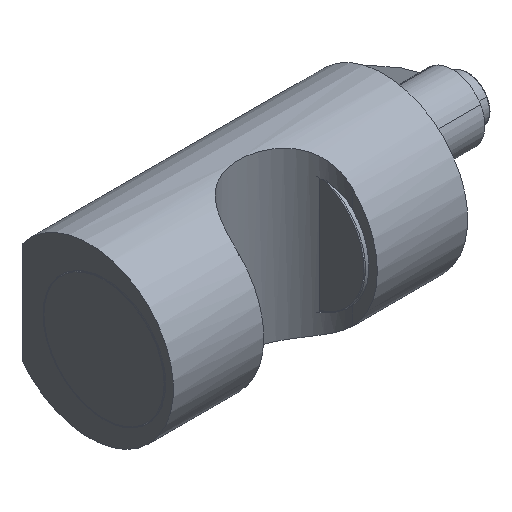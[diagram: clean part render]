
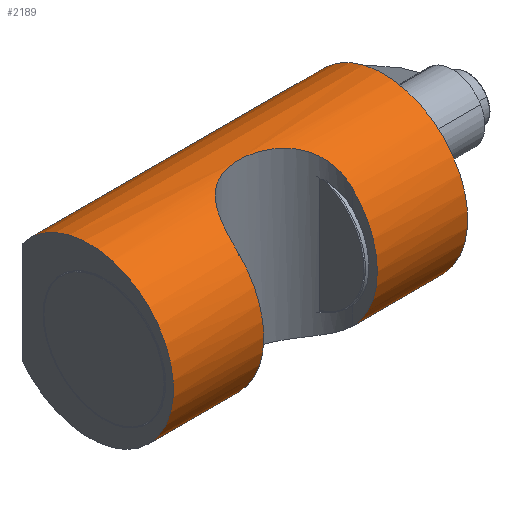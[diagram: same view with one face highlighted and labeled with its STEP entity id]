
A CAD part, isometric view. The second image highlights one B-rep face of the part: STEP entity #2189.
In plain terms, the highlighted cylindrical face has radius 20 mm (diameter 40 mm), a partial arc.
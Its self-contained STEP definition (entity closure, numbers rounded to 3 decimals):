
#1=CARTESIAN_POINT('',(-35.,5.5,0.));
#2=DIRECTION('',(1.,0.,0.));
#3=DIRECTION('',(0.,0.8,0.6));
#4=AXIS2_PLACEMENT_3D('',#1,#2,#3);
#20=DIRECTION('',(1.,0.,0.));
#21=VECTOR('',#20,18.);
#22=CARTESIAN_POINT('',(-9.,21.5,12.));
#23=LINE('',#22,#21);
#24=DIRECTION('',(1.,0.,0.));
#25=VECTOR('',#24,26.);
#26=CARTESIAN_POINT('',(9.,21.5,12.));
#27=LINE('',#26,#25);
#28=DIRECTION('',(1.,0.,0.));
#29=VECTOR('',#28,26.);
#30=CARTESIAN_POINT('',(-35.,21.5,12.));
#31=LINE('',#30,#29);
#32=CARTESIAN_POINT('',(-13.5,5.5,0.));
#33=DIRECTION('',(1.,0.,0.));
#34=DIRECTION('',(0.,-0.7,0.714));
#35=AXIS2_PLACEMENT_3D('',#32,#33,#34);
#37=CARTESIAN_POINT('',(13.5,-8.5,-14.283));
#38=CARTESIAN_POINT('',(13.5,-8.052,-14.722));
#39=CARTESIAN_POINT('',(13.455,-7.145,-15.529));
#40=CARTESIAN_POINT('',(13.249,-5.791,-16.535));
#41=CARTESIAN_POINT('',(12.905,-4.456,-17.368));
#42=CARTESIAN_POINT('',(12.421,-3.149,-18.052));
#43=CARTESIAN_POINT('',(11.794,-1.879,-18.605));
#44=CARTESIAN_POINT('',(11.018,-0.653,-19.044));
#45=CARTESIAN_POINT('',(10.088,0.513,-19.38));
#46=CARTESIAN_POINT('',(9.002,1.601,-19.626));
#47=CARTESIAN_POINT('',(7.762,2.584,-19.794));
#48=CARTESIAN_POINT('',(6.384,3.433,-19.898));
#49=CARTESIAN_POINT('',(4.888,4.12,-19.955));
#50=CARTESIAN_POINT('',(3.305,4.624,-19.982));
#51=CARTESIAN_POINT('',(1.666,4.931,-19.992));
#52=CARTESIAN_POINT('',(0.,5.034,-19.995));
#53=CARTESIAN_POINT('',(-1.666,4.931,-19.992));
#54=CARTESIAN_POINT('',(-3.304,4.625,-19.982));
#55=CARTESIAN_POINT('',(-4.888,4.12,-19.955));
#56=CARTESIAN_POINT('',(-6.383,3.433,-19.898));
#57=CARTESIAN_POINT('',(-7.762,2.584,-19.794));
#58=CARTESIAN_POINT('',(-9.001,1.601,-19.626));
#59=CARTESIAN_POINT('',(-10.088,0.514,-19.38));
#60=CARTESIAN_POINT('',(-11.018,-0.653,
-19.044));
#61=CARTESIAN_POINT('',(-11.794,-1.879,-18.605));
#62=CARTESIAN_POINT('',(-12.421,-3.149,-18.052));
#63=CARTESIAN_POINT('',(-12.905,-4.456,-17.368));
#64=CARTESIAN_POINT('',(-13.249,-5.791,-16.535));
#65=CARTESIAN_POINT('',(-13.455,-7.145,-15.529));
#66=CARTESIAN_POINT('',(-13.5,-8.052,-14.722));
#67=CARTESIAN_POINT('',(-13.5,-8.5,-14.283));
#69=CARTESIAN_POINT('',(13.5,5.5,0.));
#70=DIRECTION('',(1.,0.,0.));
#71=DIRECTION('',(0.,-0.7,0.714));
#72=AXIS2_PLACEMENT_3D('',#69,#70,#71);
#74=CARTESIAN_POINT('',(-13.5,-8.5,14.283));
#75=CARTESIAN_POINT('',(-13.5,-8.052,14.722));
#76=CARTESIAN_POINT('',(-13.455,-7.145,15.529));
#77=CARTESIAN_POINT('',(-13.249,-5.791,16.535));
#78=CARTESIAN_POINT('',(-12.905,-4.456,17.368));
#79=CARTESIAN_POINT('',(-12.421,-3.149,18.052));
#80=CARTESIAN_POINT('',(-11.794,-1.879,18.605));
#81=CARTESIAN_POINT('',(-11.018,-0.653,19.044));
#82=CARTESIAN_POINT('',(-10.088,0.514,19.38));
#83=CARTESIAN_POINT('',(-9.001,1.601,19.626));
#84=CARTESIAN_POINT('',(-7.762,2.584,19.794));
#85=CARTESIAN_POINT('',(-6.383,3.433,19.898));
#86=CARTESIAN_POINT('',(-4.888,4.12,19.955));
#87=CARTESIAN_POINT('',(-3.304,4.625,19.982));
#88=CARTESIAN_POINT('',(-1.666,4.931,19.992));
#89=CARTESIAN_POINT('',(0.,5.034,19.995));
#90=CARTESIAN_POINT('',(1.666,4.931,19.992));
#91=CARTESIAN_POINT('',(3.305,4.624,19.982));
#92=CARTESIAN_POINT('',(4.888,4.12,19.955));
#93=CARTESIAN_POINT('',(6.384,3.433,19.898));
#94=CARTESIAN_POINT('',(7.762,2.584,19.794));
#95=CARTESIAN_POINT('',(9.002,1.601,19.626));
#96=CARTESIAN_POINT('',(10.088,0.513,19.38));
#97=CARTESIAN_POINT('',(11.018,-0.653,19.044));
#98=CARTESIAN_POINT('',(11.794,-1.879,18.605));
#99=CARTESIAN_POINT('',(12.421,-3.149,18.052));
#100=CARTESIAN_POINT('',(12.905,-4.456,17.368));
#101=CARTESIAN_POINT('',(13.249,-5.791,16.535));
#102=CARTESIAN_POINT('',(13.455,-7.145,15.529));
#103=CARTESIAN_POINT('',(13.5,-8.052,14.722));
#104=CARTESIAN_POINT('',(13.5,-8.5,14.283));
#131=DIRECTION('',(1.,0.,0.));
#132=VECTOR('',#131,26.);
#133=CARTESIAN_POINT('',(-35.,21.5,-12.));
#134=LINE('',#133,#132);
#150=DIRECTION('',(1.,0.,0.));
#151=VECTOR('',#150,18.);
#152=CARTESIAN_POINT('',(-9.,21.5,-12.));
#153=LINE('',#152,#151);
#169=DIRECTION('',(1.,0.,0.));
#170=VECTOR('',#169,26.);
#171=CARTESIAN_POINT('',(9.,21.5,-12.));
#172=LINE('',#171,#170);
#354=CARTESIAN_POINT('',(35.,5.5,0.));
#355=DIRECTION('',(1.,0.,0.));
#356=DIRECTION('',(0.,0.8,0.6));
#357=AXIS2_PLACEMENT_3D('',#354,#355,#356);
#1773=CARTESIAN_POINT('',(-35.,21.5,-12.));
#1774=CARTESIAN_POINT('',(-35.,21.5,12.));
#1775=VERTEX_POINT('',#1773);
#1776=VERTEX_POINT('',#1774);
#1777=CARTESIAN_POINT('',(35.,21.5,-12.));
#1778=CARTESIAN_POINT('',(35.,21.5,12.));
#1779=VERTEX_POINT('',#1777);
#1780=VERTEX_POINT('',#1778);
#1815=CARTESIAN_POINT('',(-13.5,-8.5,14.283));
#1816=CARTESIAN_POINT('',(-13.5,-8.5,-14.283));
#1817=VERTEX_POINT('',#1815);
#1818=VERTEX_POINT('',#1816);
#1819=CARTESIAN_POINT('',(13.5,-8.5,14.283));
#1820=CARTESIAN_POINT('',(13.5,-8.5,-14.283));
#1821=VERTEX_POINT('',#1819);
#1822=VERTEX_POINT('',#1820);
#1824=CARTESIAN_POINT('',(-9.,21.5,-12.));
#1826=VERTEX_POINT('',#1824);
#1843=CARTESIAN_POINT('',(-9.,21.5,12.));
#1844=VERTEX_POINT('',#1843);
#1856=CARTESIAN_POINT('',(9.,21.5,-12.));
#1858=VERTEX_POINT('',#1856);
#1875=CARTESIAN_POINT('',(9.,21.5,12.));
#1876=VERTEX_POINT('',#1875);
#2157=CARTESIAN_POINT('',(-35.,5.5,0.));
#2158=DIRECTION('',(1.,0.,0.));
#2159=DIRECTION('',(0.,-1.,0.));
#2160=AXIS2_PLACEMENT_3D('',#2157,#2158,#2159);
#2161=CYLINDRICAL_SURFACE('',#2160,20.);
#2163=ORIENTED_EDGE('',*,*,#2162,.T.);
#2165=ORIENTED_EDGE('',*,*,#2164,.T.);
#2167=ORIENTED_EDGE('',*,*,#2166,.T.);
#2169=ORIENTED_EDGE('',*,*,#2168,.F.);
#2171=ORIENTED_EDGE('',*,*,#2170,.F.);
#2173=ORIENTED_EDGE('',*,*,#2172,.F.);
#2174=ORIENTED_EDGE('',*,*,#2144,.F.);
#2176=ORIENTED_EDGE('',*,*,#2175,.T.);
#2177=EDGE_LOOP('',(#2163,#2165,#2167,#2169,#2171,#2173,#2174,#2176));
#2178=FACE_OUTER_BOUND('',#2177,.F.);
#2180=ORIENTED_EDGE('',*,*,#2179,.T.);
#2182=ORIENTED_EDGE('',*,*,#2181,.F.);
#2184=ORIENTED_EDGE('',*,*,#2183,.F.);
#2186=ORIENTED_EDGE('',*,*,#2185,.F.);
#2187=EDGE_LOOP('',(#2180,#2182,#2184,#2186));
#2188=FACE_BOUND('',#2187,.F.);
#2189=ADVANCED_FACE('',(#2178,#2188),#2161,.T.);
#5=CIRCLE('',#4,20.);
#36=CIRCLE('',#35,20.);
#68=B_SPLINE_CURVE_WITH_KNOTS('',3,(#37,#38,#39,#40,#41,#42,#43,#44,#45,#46,#47,
#48,#49,#50,#51,#52,#53,#54,#55,#56,#57,#58,#59,#60,#61,#62,#63,#64,#65,#66,
#67),.UNSPECIFIED.,.F.,.F.,(4,1,1,1,1,1,1,1,1,1,1,1,1,1,1,1,1,1,1,1,1,1,1,1,1,1,
1,1,4),(0.,0.036,0.071,0.107,
0.143,0.179,0.214,0.25,0.286,
0.321,0.357,0.393,0.429,
0.464,0.5,0.536,0.571,0.607,
0.643,0.679,0.714,0.75,0.786,
0.821,0.857,0.893,0.929,
0.964,1.),.UNSPECIFIED.);
#73=CIRCLE('',#72,20.);
#105=B_SPLINE_CURVE_WITH_KNOTS('',3,(#74,#75,#76,#77,#78,#79,#80,#81,#82,#83,
#84,#85,#86,#87,#88,#89,#90,#91,#92,#93,#94,#95,#96,#97,#98,#99,#100,#101,#102,
#103,#104),.UNSPECIFIED.,.F.,.F.,(4,1,1,1,1,1,1,1,1,1,1,1,1,1,1,1,1,1,1,1,1,1,1,
1,1,1,1,1,4),(0.,0.036,0.071,0.107,
0.143,0.179,0.214,0.25,0.286,
0.321,0.357,0.393,0.429,
0.464,0.5,0.536,0.571,0.607,
0.643,0.679,0.714,0.75,0.786,
0.821,0.857,0.893,0.929,
0.964,1.),.UNSPECIFIED.);
#358=CIRCLE('',#357,20.);
#2144=EDGE_CURVE('',#1776,#1775,#5,.T.);
#2162=EDGE_CURVE('',#1844,#1876,#23,.T.);
#2164=EDGE_CURVE('',#1876,#1780,#27,.T.);
#2166=EDGE_CURVE('',#1780,#1779,#358,.T.);
#2168=EDGE_CURVE('',#1858,#1779,#172,.T.);
#2170=EDGE_CURVE('',#1826,#1858,#153,.T.);
#2172=EDGE_CURVE('',#1775,#1826,#134,.T.);
#2175=EDGE_CURVE('',#1776,#1844,#31,.T.);
#2179=EDGE_CURVE('',#1817,#1818,#36,.T.);
#2181=EDGE_CURVE('',#1822,#1818,#68,.T.);
#2183=EDGE_CURVE('',#1821,#1822,#73,.T.);
#2185=EDGE_CURVE('',#1817,#1821,#105,.T.);
